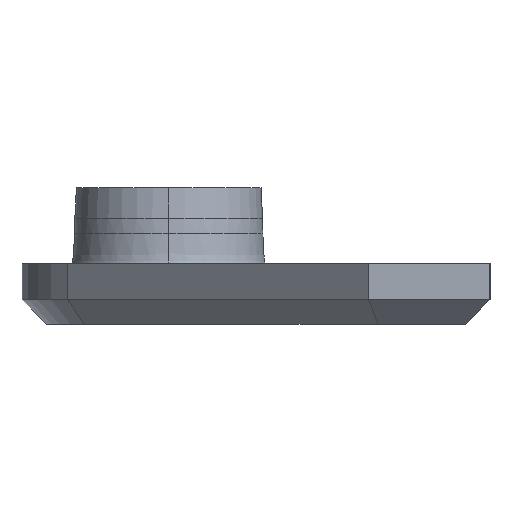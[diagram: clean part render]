
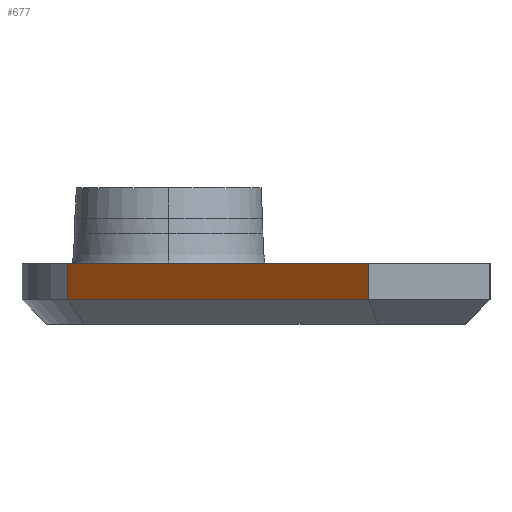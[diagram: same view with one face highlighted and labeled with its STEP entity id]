
A CAD part, left-side view. The second image highlights one B-rep face of the part: STEP entity #677.
In plain terms, the highlighted planar face has unit normal (-0.725, 0.689, 0).
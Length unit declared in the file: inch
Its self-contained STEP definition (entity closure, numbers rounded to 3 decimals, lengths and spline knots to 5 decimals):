
#66 = DIRECTION ( 'NONE',  ( 0., 0., 1. ) ) ;
#86 = EDGE_LOOP ( 'NONE', ( #312, #705, #796, #1668 ) ) ;
#181 = VERTEX_POINT ( 'NONE', #1144 ) ;
#240 = LINE ( 'NONE', #750, #1272 ) ;
#280 = LINE ( 'NONE', #1247, #587 ) ;
#312 = ORIENTED_EDGE ( 'NONE', *, *, #1011, .F. ) ;
#337 = CARTESIAN_POINT ( 'NONE',  ( -1.62616, -0.20306, -3.825 ) ) ;
#348 = CARTESIAN_POINT ( 'NONE',  ( -2.09826, -0.7, -3.885 ) ) ;
#366 = LINE ( 'NONE', #348, #549 ) ;
#402 = VERTEX_POINT ( 'NONE', #337 ) ;
#407 = EDGE_CURVE ( 'NONE', #181, #1536, #366, .T. ) ;
#460 = CARTESIAN_POINT ( 'NONE',  ( -0.75334, 0.71568, -3.925 ) ) ;
#467 = EDGE_CURVE ( 'NONE', #1490, #402, #280, .T. ) ;
#549 = VECTOR ( 'NONE', #1249, 39.37008 ) ;
#562 = CARTESIAN_POINT ( 'NONE',  ( -2.09826, -0.7, -3.885 ) ) ;
#587 = VECTOR ( 'NONE', #638, 39.37008 ) ;
#638 = DIRECTION ( 'NONE',  ( 0.689, 0.725, 0. ) ) ;
#677 = ADVANCED_FACE ( 'NONE', ( #1616 ), #816, .F. ) ;
#705 = ORIENTED_EDGE ( 'NONE', *, *, #407, .T. ) ;
#736 = DIRECTION ( 'NONE',  ( 0.725, -0.689, 0. ) ) ;
#750 = CARTESIAN_POINT ( 'NONE',  ( -1.62616, -0.20306, -3.925 ) ) ;
#796 = ORIENTED_EDGE ( 'NONE', *, *, #812, .T. ) ;
#812 = EDGE_CURVE ( 'NONE', #1536, #1490, #1102, .T. ) ;
#816 = PLANE ( 'NONE',  #980 ) ;
#936 = CARTESIAN_POINT ( 'NONE',  ( -2.09826, -0.7, -3.825 ) ) ;
#976 = DIRECTION ( 'NONE',  ( 0., 0., 1. ) ) ;
#980 = AXIS2_PLACEMENT_3D ( 'NONE', #460, #736, #1479 ) ;
#1011 = EDGE_CURVE ( 'NONE', #181, #402, #240, .T. ) ;
#1102 = LINE ( 'NONE', #1235, #1421 ) ;
#1144 = CARTESIAN_POINT ( 'NONE',  ( -1.62616, -0.20306, -3.885 ) ) ;
#1235 = CARTESIAN_POINT ( 'NONE',  ( -2.09826, -0.7, -3.925 ) ) ;
#1247 = CARTESIAN_POINT ( 'NONE',  ( -0.75334, 0.71568, -3.825 ) ) ;
#1249 = DIRECTION ( 'NONE',  ( -0.689, -0.725, 0. ) ) ;
#1272 = VECTOR ( 'NONE', #66, 39.37008 ) ;
#1421 = VECTOR ( 'NONE', #976, 39.37008 ) ;
#1479 = DIRECTION ( 'NONE',  ( 0., 0., -1. ) ) ;
#1490 = VERTEX_POINT ( 'NONE', #936 ) ;
#1536 = VERTEX_POINT ( 'NONE', #562 ) ;
#1616 = FACE_OUTER_BOUND ( 'NONE', #86, .T. ) ;
#1668 = ORIENTED_EDGE ( 'NONE', *, *, #467, .T. ) ;
